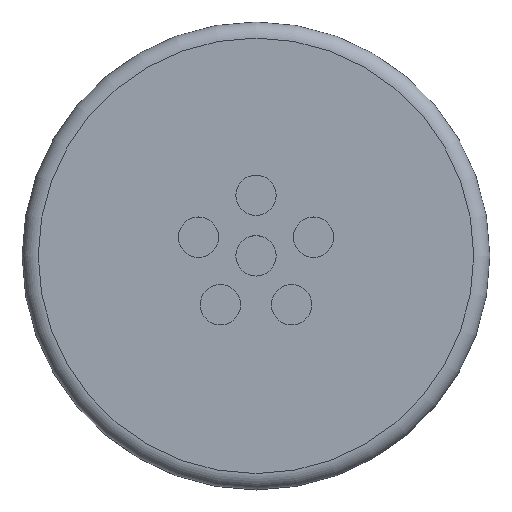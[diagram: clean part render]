
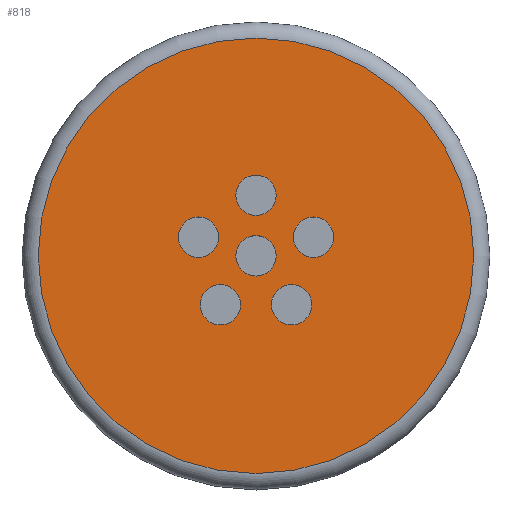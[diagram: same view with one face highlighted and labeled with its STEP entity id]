
A CAD part, top view. The second image highlights one B-rep face of the part: STEP entity #818.
In plain terms, the highlighted planar face has unit normal (0, 0, 1).
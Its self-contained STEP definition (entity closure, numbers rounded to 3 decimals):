
#172=FACE_BOUND('',#354,.T.);
#173=FACE_BOUND('',#355,.T.);
#174=FACE_BOUND('',#356,.T.);
#175=FACE_BOUND('',#357,.T.);
#176=FACE_BOUND('',#358,.T.);
#177=FACE_BOUND('',#359,.T.);
#254=FACE_OUTER_BOUND('',#353,.T.);
#353=EDGE_LOOP('',(#720));
#354=EDGE_LOOP('',(#721));
#355=EDGE_LOOP('',(#722));
#356=EDGE_LOOP('',(#723));
#357=EDGE_LOOP('',(#724));
#358=EDGE_LOOP('',(#725));
#359=EDGE_LOOP('',(#726));
#395=CIRCLE('',#900,0.25);
#397=CIRCLE('',#903,0.25);
#399=CIRCLE('',#906,0.25);
#401=CIRCLE('',#909,0.25);
#403=CIRCLE('',#912,0.25);
#405=CIRCLE('',#915,0.25);
#408=CIRCLE('',#922,2.7);
#466=VERTEX_POINT('',#1343);
#468=VERTEX_POINT('',#1348);
#470=VERTEX_POINT('',#1353);
#472=VERTEX_POINT('',#1358);
#474=VERTEX_POINT('',#1363);
#476=VERTEX_POINT('',#1368);
#479=VERTEX_POINT('',#1378);
#549=EDGE_CURVE('',#466,#466,#395,.T.);
#551=EDGE_CURVE('',#468,#468,#397,.T.);
#553=EDGE_CURVE('',#470,#470,#399,.T.);
#555=EDGE_CURVE('',#472,#472,#401,.T.);
#557=EDGE_CURVE('',#474,#474,#403,.T.);
#559=EDGE_CURVE('',#476,#476,#405,.T.);
#562=EDGE_CURVE('',#479,#479,#408,.T.);
#720=ORIENTED_EDGE('',*,*,#562,.F.);
#721=ORIENTED_EDGE('',*,*,#549,.T.);
#722=ORIENTED_EDGE('',*,*,#551,.T.);
#723=ORIENTED_EDGE('',*,*,#553,.T.);
#724=ORIENTED_EDGE('',*,*,#555,.T.);
#725=ORIENTED_EDGE('',*,*,#557,.T.);
#726=ORIENTED_EDGE('',*,*,#559,.T.);
#762=PLANE('',#926);
#818=ADVANCED_FACE('',(#254,#172,#173,#174,#175,#176,#177),#762,.F.);
#900=AXIS2_PLACEMENT_3D('',#1344,#1116,#1117);
#903=AXIS2_PLACEMENT_3D('',#1349,#1122,#1123);
#906=AXIS2_PLACEMENT_3D('',#1354,#1128,#1129);
#909=AXIS2_PLACEMENT_3D('',#1359,#1134,#1135);
#912=AXIS2_PLACEMENT_3D('',#1364,#1140,#1141);
#915=AXIS2_PLACEMENT_3D('',#1369,#1146,#1147);
#922=AXIS2_PLACEMENT_3D('',#1379,#1160,#1161);
#926=AXIS2_PLACEMENT_3D('',#1385,#1168,#1169);
#1116=DIRECTION('center_axis',(0.,0.,-1.));
#1117=DIRECTION('ref_axis',(-1.,0.,0.));
#1122=DIRECTION('center_axis',(0.,0.,-1.));
#1123=DIRECTION('ref_axis',(-1.,0.,0.));
#1128=DIRECTION('center_axis',(0.,0.,-1.));
#1129=DIRECTION('ref_axis',(-1.,0.,0.));
#1134=DIRECTION('center_axis',(0.,0.,-1.));
#1135=DIRECTION('ref_axis',(-1.,0.,0.));
#1140=DIRECTION('center_axis',(0.,0.,-1.));
#1141=DIRECTION('ref_axis',(-1.,0.,0.));
#1146=DIRECTION('center_axis',(0.,0.,-1.));
#1147=DIRECTION('ref_axis',(-1.,0.,0.));
#1160=DIRECTION('center_axis',(0.,0.,-1.));
#1161=DIRECTION('ref_axis',(-1.,0.,0.));
#1168=DIRECTION('center_axis',(0.,0.,-1.));
#1169=DIRECTION('ref_axis',(-1.,0.,0.));
#1343=CARTESIAN_POINT('',(0.963,0.232,1.1));
#1344=CARTESIAN_POINT('Origin',(0.713,0.232,1.1));
#1348=CARTESIAN_POINT('',(0.691,-0.607,1.1));
#1349=CARTESIAN_POINT('Origin',(0.441,-0.607,1.1));
#1353=CARTESIAN_POINT('',(-0.191,-0.607,1.1));
#1354=CARTESIAN_POINT('Origin',(-0.441,-0.607,1.1));
#1358=CARTESIAN_POINT('',(-0.463,0.232,1.1));
#1359=CARTESIAN_POINT('Origin',(-0.713,0.232,1.1));
#1363=CARTESIAN_POINT('',(0.25,0.75,1.1));
#1364=CARTESIAN_POINT('Origin',(0.,0.75,1.1));
#1368=CARTESIAN_POINT('',(0.25,0.,1.1));
#1369=CARTESIAN_POINT('Origin',(0.,0.,1.1));
#1378=CARTESIAN_POINT('',(2.7,0.,1.1));
#1379=CARTESIAN_POINT('Origin',(0.,0.,1.1));
#1385=CARTESIAN_POINT('Origin',(0.,0.,1.1));
